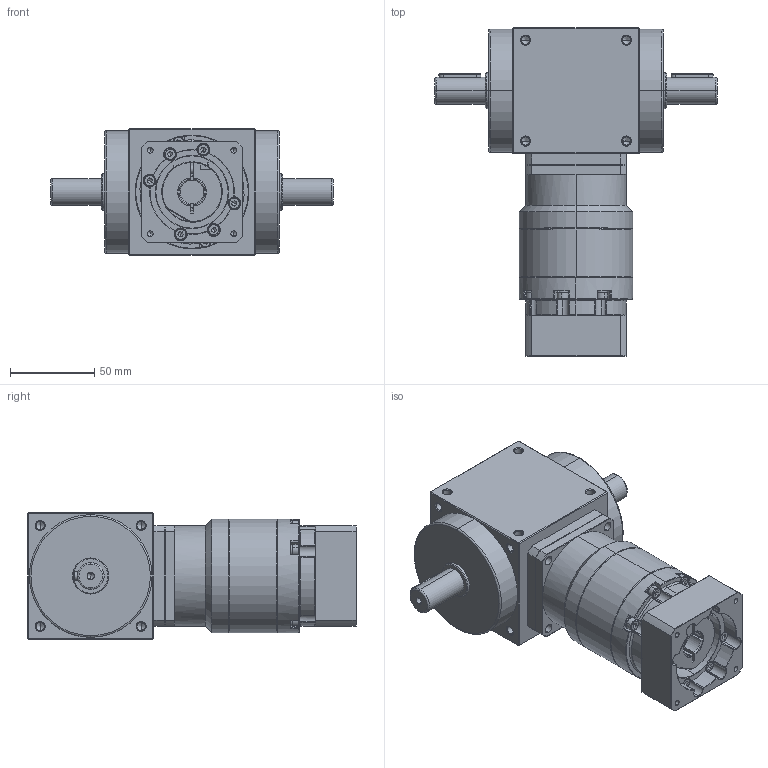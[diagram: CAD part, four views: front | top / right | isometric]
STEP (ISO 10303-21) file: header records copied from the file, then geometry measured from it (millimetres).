
FILE_DESCRIPTION (( 'STEP AP214' ), '1' );
FILE_NAME ('AT075-FL-L2( )-14-50-70-M4.STEP', '2023-08-03T01:27:10', ( '微软用户' ), ( '微软中国' ), 'SwSTEP 2.0', 'SolidWorks 2023', '' );
FILE_SCHEMA (( 'AUTOMOTIVE_DESIGN' ));
Length unit declared in the file: millimetre
Products named in the file (14): hex socket set screws with flat point gb_GB_FASTENER_SCREWS_HSFP M10X10-N_1.STEP; KS60L2-50-14-37-M4-70 外形图; ________ KS60_______1.STEP; ________ KS60______-0_1.STEP; hexagon socket head cap screws gb_GB_FASTENER_SCREWS_HSHCS M5X16-N_1.STEP; KS60L2-50-14-37-M4-70 外形图.STEP; hexagon socket head cap screws gb_GB_FASTENER_SCREWS_HSHCS M4X16-N_1.STEP; ________ KB60-D50-M4-70F60H24.5_1.STEP; ________________________ KB60D14_1.STEP; ____________ KS60_______1.STEP; AT075-FL-L2( )-14-50-70-M4; AT075-FL转向器; hexagon socket head cap screws gb_GB_FASTENER_SCREWS_HSHCS M4X20-N_1.STEP; spring lock washers--normal type gb_GB_FASTENER_WASHER_SW 4_1.STEP
Assembly tree (34 placements, depth 4):
  AT075-FL-L2( )-14-50-70-M4
    AT075-FL转向器
    KS60L2-50-14-37-M4-70 外形图
      KS60L2-50-14-37-M4-70 外形图.STEP
        ____________ KS60_______1.STEP
        ________ KS60_______1.STEP
        ________ KB60-D50-M4-70F60H24.5_1.STEP
        ________________________ KB60D14_1.STEP
        hexagon socket head cap screws gb_GB_FASTENER_SCREWS_HSHCS M5X16-N_1.STEP
        hexagon socket head cap screws gb_GB_FASTENER_SCREWS_HSHCS M4X20-N_1.STEP  x6
        spring lock washers--normal type gb_GB_FASTENER_WASHER_SW 4_1.STEP  x12
        hexagon socket head cap screws gb_GB_FASTENER_SCREWS_HSHCS M4X16-N_1.STEP  x6
        hex socket set screws with flat point gb_GB_FASTENER_SCREWS_HSFP M10X10-N_1.STEP
        ________ KS60______-0_1.STEP
Bounding box: 168 x 195.5 x 75 mm (x, y, z)
Volume: 859285 mm3; surface area: 130217 mm2
Topology: 34 solids, 34 shells, 1340 faces, 3269 edges, 1966 vertices
Faces by surface type: cylinder 504, plane 456, cone 308, torus 60, bspline 12
Entity records: 30816 total; most frequent: CARTESIAN_POINT 7177, DIRECTION 5104, ORIENTED_EDGE 4726, EDGE_CURVE 2363, AXIS2_PLACEMENT_3D 2030, VERTEX_POINT 1460, EDGE_LOOP 1101, VECTOR 1044
